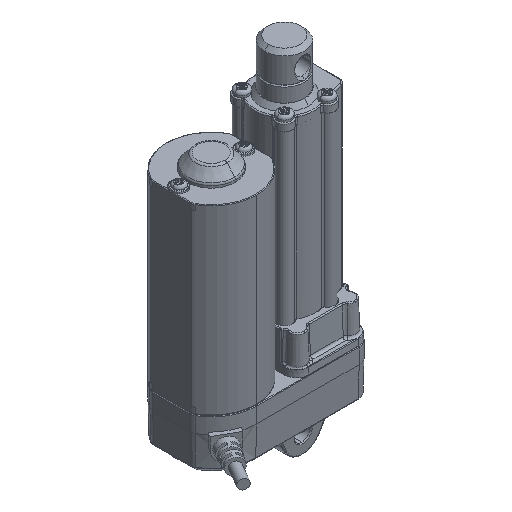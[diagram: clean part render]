
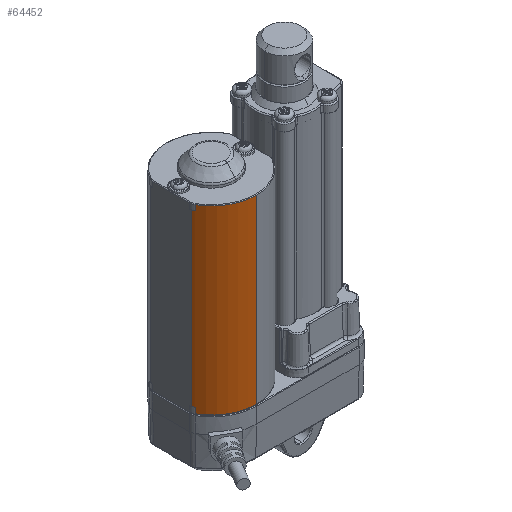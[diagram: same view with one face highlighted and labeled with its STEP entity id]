
A CAD part, isometric view. The second image highlights one B-rep face of the part: STEP entity #64452.
In plain terms, the highlighted cylindrical face has radius 22.5 mm (diameter 45 mm), a partial arc.
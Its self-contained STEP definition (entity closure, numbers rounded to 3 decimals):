
#1242 = VECTOR ( 'NONE', #3807, 1000. ) ;
#1268 = LINE ( 'NONE', #3766, #1242 ) ;
#1314 = LINE ( 'NONE', #3908, #1316 ) ;
#1316 = VECTOR ( 'NONE', #3910, 1000. ) ;
#1374 = CIRCLE ( 'NONE', #112255, 22.5 ) ;
#1421 = VECTOR ( 'NONE', #4226, 1000. ) ;
#1423 = LINE ( 'NONE', #4207, #1421 ) ;
#1439 = CIRCLE ( 'NONE', #112269, 22.5 ) ;
#1442 = CIRCLE ( 'NONE', #112258, 22.5 ) ;
#1457 = CIRCLE ( 'NONE', #112267, 22.5 ) ;
#3766 = CARTESIAN_POINT ( 'NONE',  ( -32.355, -13.631, -19.502 ) ) ;
#3807 = DIRECTION ( 'NONE',  ( 0., 0., -1. ) ) ;
#3908 = CARTESIAN_POINT ( 'NONE',  ( -32.896, -12.644, 92.702 ) ) ;
#3910 = DIRECTION ( 'NONE',  ( 0., 0., -1. ) ) ;
#4026 = CARTESIAN_POINT ( 'NONE',  ( -12.896, -2.336, 92.702 ) ) ;
#4033 = DIRECTION ( 'NONE',  ( 0., 0., 1. ) ) ;
#4034 = DIRECTION ( 'NONE',  ( 0., 1., 0. ) ) ;
#4207 = CARTESIAN_POINT ( 'NONE',  ( -32.355, -13.631, 92.702 ) ) ;
#4219 = CARTESIAN_POINT ( 'NONE',  ( -12.896, -2.336, 7.702 ) ) ;
#4224 = CARTESIAN_POINT ( 'NONE',  ( -12.896, -2.336, 4.802 ) ) ;
#4226 = DIRECTION ( 'NONE',  ( 0., 0., -1. ) ) ;
#4239 = DIRECTION ( 'NONE',  ( 0., 0., 1. ) ) ;
#4240 = DIRECTION ( 'NONE',  ( 0., 1., 0. ) ) ;
#4245 = DIRECTION ( 'NONE',  ( 0., 0., 1. ) ) ;
#4246 = DIRECTION ( 'NONE',  ( 0., 1., 0. ) ) ;
#4267 = CARTESIAN_POINT ( 'NONE',  ( -12.896, -2.336, 95.402 ) ) ;
#4270 = DIRECTION ( 'NONE',  ( 0., 0., -1. ) ) ;
#4272 = DIRECTION ( 'NONE',  ( 0., 1., 0. ) ) ;
#4887 = AXIS2_PLACEMENT_3D ( 'NONE', #42501, #42490, #42482 ) ;
#7914 = VECTOR ( 'NONE', #45073, 1000. ) ;
#7920 = LINE ( 'NONE', #45064, #7914 ) ;
#16217 = EDGE_LOOP ( 'NONE', ( #16687, #16693, #16691, #16697, #16695, #16701, #16699, #16666 ) ) ;
#16666 = ORIENTED_EDGE ( 'NONE', *, *, #97225, .T. ) ;
#16687 = ORIENTED_EDGE ( 'NONE', *, *, #26478, .F. ) ;
#16691 = ORIENTED_EDGE ( 'NONE', *, *, #97216, .T. ) ;
#16693 = ORIENTED_EDGE ( 'NONE', *, *, #97239, .T. ) ;
#16695 = ORIENTED_EDGE ( 'NONE', *, *, #97096, .T. ) ;
#16697 = ORIENTED_EDGE ( 'NONE', *, *, #97152, .F. ) ;
#16699 = ORIENTED_EDGE ( 'NONE', *, *, #97047, .T. ) ;
#16701 = ORIENTED_EDGE ( 'NONE', *, *, #97227, .T. ) ;
#17076 = VERTEX_POINT ( 'NONE', #20885 ) ;
#17222 = VERTEX_POINT ( 'NONE', #21031 ) ;
#20885 = CARTESIAN_POINT ( 'NONE',  ( -12.896, -24.836, 4.802 ) ) ;
#21031 = CARTESIAN_POINT ( 'NONE',  ( -12.896, -24.836, 95.402 ) ) ;
#23534 = VERTEX_POINT ( 'NONE', #88364 ) ;
#23590 = VERTEX_POINT ( 'NONE', #88450 ) ;
#23631 = VERTEX_POINT ( 'NONE', #88518 ) ;
#23688 = VERTEX_POINT ( 'NONE', #88595 ) ;
#23736 = VERTEX_POINT ( 'NONE', #88658 ) ;
#23762 = VERTEX_POINT ( 'NONE', #88693 ) ;
#26478 = EDGE_CURVE ( 'NONE', #17222, #17076, #7920, .T. ) ;
#42482 = DIRECTION ( 'NONE',  ( 0., -1., 0. ) ) ;
#42490 = DIRECTION ( 'NONE',  ( 0., 0., -1. ) ) ;
#42501 = CARTESIAN_POINT ( 'NONE',  ( -12.896, -2.336, 92.702 ) ) ;
#43231 = CYLINDRICAL_SURFACE ( 'NONE', #4887, 22.5 ) ;
#43268 = FACE_OUTER_BOUND ( 'NONE', #16217, .T. ) ;
#45064 = CARTESIAN_POINT ( 'NONE',  ( -12.896, -24.836, 92.702 ) ) ;
#45073 = DIRECTION ( 'NONE',  ( 0., 0., -1. ) ) ;
#64452 = ADVANCED_FACE ( 'NONE', ( #43268 ), #43231, .T. ) ;
#88364 = CARTESIAN_POINT ( 'NONE',  ( -32.355, -13.631, 7.702 ) ) ;
#88450 = CARTESIAN_POINT ( 'NONE',  ( -32.355, -13.631, 95.402 ) ) ;
#88518 = CARTESIAN_POINT ( 'NONE',  ( -32.355, -13.631, 92.702 ) ) ;
#88595 = CARTESIAN_POINT ( 'NONE',  ( -32.896, -12.644, 7.702 ) ) ;
#88658 = CARTESIAN_POINT ( 'NONE',  ( -32.896, -12.644, 92.702 ) ) ;
#88693 = CARTESIAN_POINT ( 'NONE',  ( -32.355, -13.631, 4.802 ) ) ;
#97047 = EDGE_CURVE ( 'NONE', #23534, #23762, #1268, .T. ) ;
#97096 = EDGE_CURVE ( 'NONE', #23736, #23688, #1314, .T. ) ;
#97152 = EDGE_CURVE ( 'NONE', #23736, #23631, #1374, .T. ) ;
#97216 = EDGE_CURVE ( 'NONE', #23590, #23631, #1423, .T. ) ;
#97225 = EDGE_CURVE ( 'NONE', #23762, #17076, #1439, .T. ) ;
#97227 = EDGE_CURVE ( 'NONE', #23688, #23534, #1442, .T. ) ;
#97239 = EDGE_CURVE ( 'NONE', #17222, #23590, #1457, .T. ) ;
#112255 = AXIS2_PLACEMENT_3D ( 'NONE', #4026, #4033, #4034 ) ;
#112258 = AXIS2_PLACEMENT_3D ( 'NONE', #4219, #4245, #4246 ) ;
#112267 = AXIS2_PLACEMENT_3D ( 'NONE', #4267, #4270, #4272 ) ;
#112269 = AXIS2_PLACEMENT_3D ( 'NONE', #4224, #4239, #4240 ) ;
